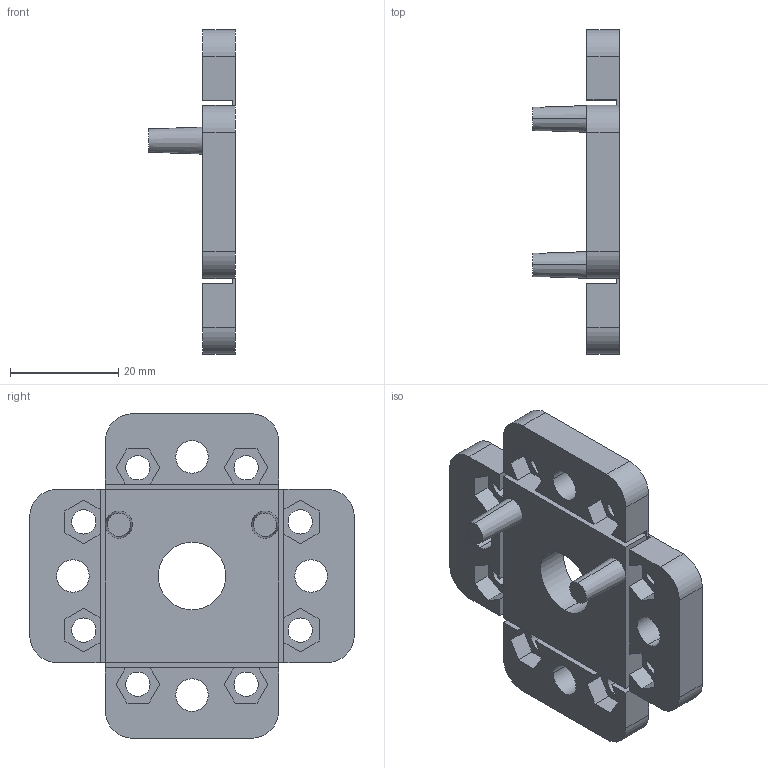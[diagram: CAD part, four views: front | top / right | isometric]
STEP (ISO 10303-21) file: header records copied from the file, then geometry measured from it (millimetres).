
FILE_DESCRIPTION(('STEP AP214'),'1');
FILE_NAME('cctmp_010DB4D8-57F9-4105-BF8B-D47A58DCFE55_2022_05_23_00_49_02_0854_55796..stp','2022-05-22T22:49:02',('igus GmbH'),('CADClick - www.CADClick.com'),'Spatial InterOp 3D',' ','unknown authorization');
FILE_SCHEMA(('AUTOMOTIVE_DESIGN'));
Length unit declared in the file: millimetre
Products named in the file (1): 2022_05_23_00_49_02_0839
Bounding box: 16 x 60 x 60 mm (x, y, z)
Volume: 13414 mm3; surface area: 9178 mm2
Topology: 1 solids, 1 shells, 118 faces, 334 edges, 218 vertices
Faces by surface type: plane 80, cylinder 34, cone 4
Entity records: 4824 total; most frequent: CARTESIAN_POINT 671, ORIENTED_EDGE 668, DIRECTION 650, EDGE_CURVE 334, LINE 256, VECTOR 256, VERTEX_POINT 218, AXIS2_PLACEMENT_3D 197
